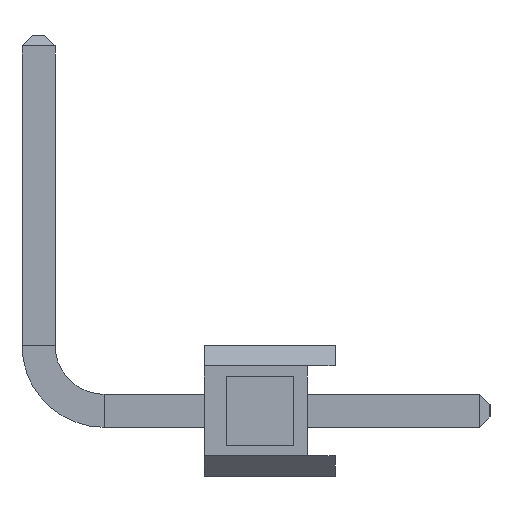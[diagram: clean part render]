
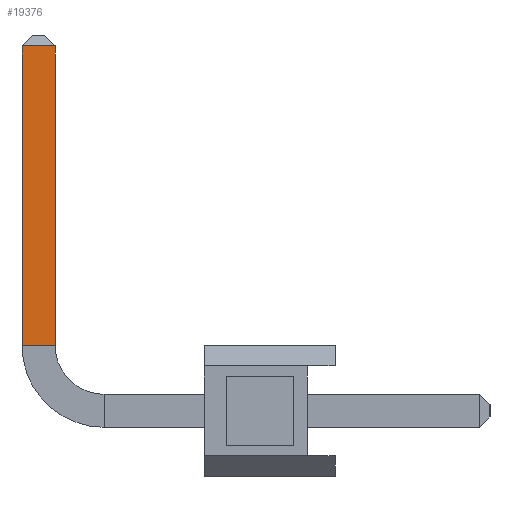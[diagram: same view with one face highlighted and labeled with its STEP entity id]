
A CAD part, left-side view. The second image highlights one B-rep face of the part: STEP entity #19376.
In plain terms, the highlighted planar face has unit normal (-1, 0, 0).
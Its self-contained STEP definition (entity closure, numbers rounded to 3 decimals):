
#1884 = VERTEX_POINT ( 'NONE', #27436 ) ;
#1994 = ORIENTED_EDGE ( 'NONE', *, *, #8787, .F. ) ;
#2062 = VERTEX_POINT ( 'NONE', #4532 ) ;
#2834 = EDGE_LOOP ( 'NONE', ( #5718, #4974, #1994, #30424 ) ) ;
#3011 = CARTESIAN_POINT ( 'NONE',  ( -0.32, 6.07, 1.27 ) ) ;
#3747 = DIRECTION ( 'NONE',  ( 0., 1., 0. ) ) ;
#4532 = CARTESIAN_POINT ( 'NONE',  ( -0.32, 5.43, 7.07 ) ) ;
#4974 = ORIENTED_EDGE ( 'NONE', *, *, #19212, .T. ) ;
#5326 = CARTESIAN_POINT ( 'NONE',  ( -0.32, 6.07, 1.27 ) ) ;
#5660 = LINE ( 'NONE', #11330, #24665 ) ;
#5718 = ORIENTED_EDGE ( 'NONE', *, *, #20770, .T. ) ;
#6761 = DIRECTION ( 'NONE',  ( 0., -1., 0. ) ) ;
#6875 = PLANE ( 'NONE',  #7061 ) ;
#7061 = AXIS2_PLACEMENT_3D ( 'NONE', #26485, #31598, #6761 ) ;
#8042 = LINE ( 'NONE', #8607, #19700 ) ;
#8607 = CARTESIAN_POINT ( 'NONE',  ( -0.32, 6.07, 1.27 ) ) ;
#8787 = EDGE_CURVE ( 'NONE', #19067, #1884, #27628, .T. ) ;
#11330 = CARTESIAN_POINT ( 'NONE',  ( -0.32, 6.07, 7.07 ) ) ;
#14624 = LINE ( 'NONE', #21760, #26556 ) ;
#16504 = VERTEX_POINT ( 'NONE', #26530 ) ;
#16558 = FACE_OUTER_BOUND ( 'NONE', #2834, .T. ) ;
#19067 = VERTEX_POINT ( 'NONE', #3011 ) ;
#19212 = EDGE_CURVE ( 'NONE', #2062, #1884, #5660, .T. ) ;
#19376 = ADVANCED_FACE ( 'NONE', ( #16558 ), #6875, .T. ) ;
#19700 = VECTOR ( 'NONE', #28398, 1000. ) ;
#20770 = EDGE_CURVE ( 'NONE', #16504, #2062, #14624, .T. ) ;
#21760 = CARTESIAN_POINT ( 'NONE',  ( -0.32, 5.43, 1.27 ) ) ;
#21878 = VECTOR ( 'NONE', #22823, 1000. ) ;
#22823 = DIRECTION ( 'NONE',  ( 0., 0., 1. ) ) ;
#24665 = VECTOR ( 'NONE', #3747, 1000. ) ;
#26485 = CARTESIAN_POINT ( 'NONE',  ( -0.32, 6.07, 1.27 ) ) ;
#26530 = CARTESIAN_POINT ( 'NONE',  ( -0.32, 5.43, 1.27 ) ) ;
#26556 = VECTOR ( 'NONE', #26799, 1000. ) ;
#26799 = DIRECTION ( 'NONE',  ( 0., 0., 1. ) ) ;
#27436 = CARTESIAN_POINT ( 'NONE',  ( -0.32, 6.07, 7.07 ) ) ;
#27628 = LINE ( 'NONE', #5326, #21878 ) ;
#28398 = DIRECTION ( 'NONE',  ( 0., -1., 0. ) ) ;
#28764 = EDGE_CURVE ( 'NONE', #19067, #16504, #8042, .T. ) ;
#30424 = ORIENTED_EDGE ( 'NONE', *, *, #28764, .T. ) ;
#31598 = DIRECTION ( 'NONE',  ( -1., 0., 0. ) ) ;
